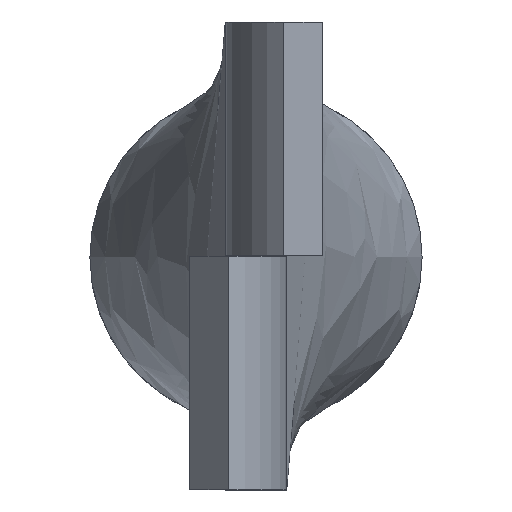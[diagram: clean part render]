
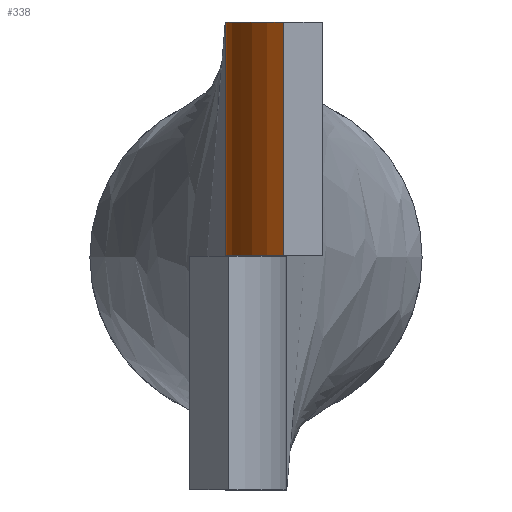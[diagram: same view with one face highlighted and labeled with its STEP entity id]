
A CAD part, top view. The second image highlights one B-rep face of the part: STEP entity #338.
In plain terms, the highlighted cylindrical face has radius 12.926 mm (diameter 25.852 mm), a partial arc.
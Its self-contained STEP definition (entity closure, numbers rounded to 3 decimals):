
#129 = ORIENTED_EDGE ( 'NONE', *, *, #4190, .F. ) ;
#338 = ADVANCED_FACE ( 'NONE', ( #5721 ), #12676, .T. ) ;
#364 = DIRECTION ( 'NONE',  ( 0., -1., 0. ) ) ;
#471 = CIRCLE ( 'NONE', #6812, 12.926 ) ;
#1754 = DIRECTION ( 'NONE',  ( 0., -1., 0. ) ) ;
#1851 = CARTESIAN_POINT ( 'NONE',  ( -2.5, 0., 85. ) ) ;
#2719 = EDGE_LOOP ( 'NONE', ( #14693, #129, #7655, #3785 ) ) ;
#2763 = EDGE_CURVE ( 'NONE', #5916, #13720, #471, .T. ) ;
#3195 = CARTESIAN_POINT ( 'NONE',  ( -2.5, 0.05, 85. ) ) ;
#3785 = ORIENTED_EDGE ( 'NONE', *, *, #8755, .T. ) ;
#4190 = EDGE_CURVE ( 'NONE', #5118, #5916, #8169, .T. ) ;
#4202 = CARTESIAN_POINT ( 'NONE',  ( 2.236, 0., 95. ) ) ;
#5118 = VERTEX_POINT ( 'NONE', #7196 ) ;
#5435 = DIRECTION ( 'NONE',  ( 0., -1., 0. ) ) ;
#5555 = AXIS2_PLACEMENT_3D ( 'NONE', #7041, #10615, #8179 ) ;
#5721 = FACE_OUTER_BOUND ( 'NONE', #2719, .T. ) ;
#5827 = VECTOR ( 'NONE', #1754, 1000. ) ;
#5916 = VERTEX_POINT ( 'NONE', #6278 ) ;
#6038 = CIRCLE ( 'NONE', #14600, 12.926 ) ;
#6278 = CARTESIAN_POINT ( 'NONE',  ( 2.236, 0.05, 95. ) ) ;
#6812 = AXIS2_PLACEMENT_3D ( 'NONE', #7124, #13351, #8318 ) ;
#7041 = CARTESIAN_POINT ( 'NONE',  ( 10.426, 9.5, 85. ) ) ;
#7124 = CARTESIAN_POINT ( 'NONE',  ( 10.426, 0.05, 85. ) ) ;
#7196 = CARTESIAN_POINT ( 'NONE',  ( 2.236, 19., 95. ) ) ;
#7655 = ORIENTED_EDGE ( 'NONE', *, *, #14854, .T. ) ;
#8169 = LINE ( 'NONE', #4202, #13783 ) ;
#8179 = DIRECTION ( 'NONE',  ( 0., 0., -1. ) ) ;
#8318 = DIRECTION ( 'NONE',  ( 0., 0., -1. ) ) ;
#8755 = EDGE_CURVE ( 'NONE', #14656, #13720, #9119, .T. ) ;
#9119 = LINE ( 'NONE', #1851, #5827 ) ;
#10615 = DIRECTION ( 'NONE',  ( 0., -1., 0. ) ) ;
#10619 = CARTESIAN_POINT ( 'NONE',  ( -2.5, 19., 85. ) ) ;
#12676 = CYLINDRICAL_SURFACE ( 'NONE', #5555, 12.926 ) ;
#12852 = CARTESIAN_POINT ( 'NONE',  ( 10.426, 19., 85. ) ) ;
#13351 = DIRECTION ( 'NONE',  ( 0., -1., 0. ) ) ;
#13720 = VERTEX_POINT ( 'NONE', #3195 ) ;
#13783 = VECTOR ( 'NONE', #364, 1000. ) ;
#14098 = DIRECTION ( 'NONE',  ( 0., 0., -1. ) ) ;
#14600 = AXIS2_PLACEMENT_3D ( 'NONE', #12852, #5435, #14098 ) ;
#14656 = VERTEX_POINT ( 'NONE', #10619 ) ;
#14693 = ORIENTED_EDGE ( 'NONE', *, *, #2763, .F. ) ;
#14854 = EDGE_CURVE ( 'NONE', #5118, #14656, #6038, .T. ) ;
